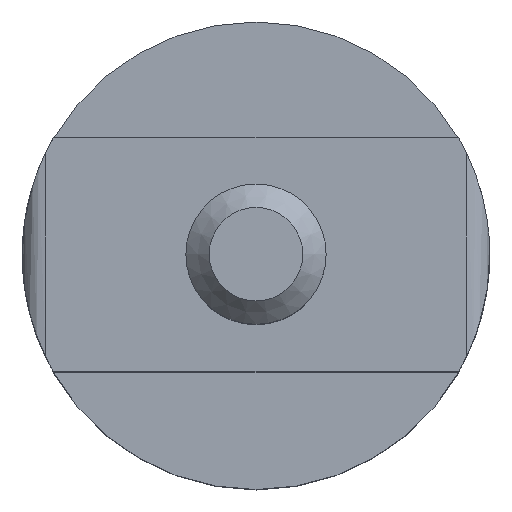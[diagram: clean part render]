
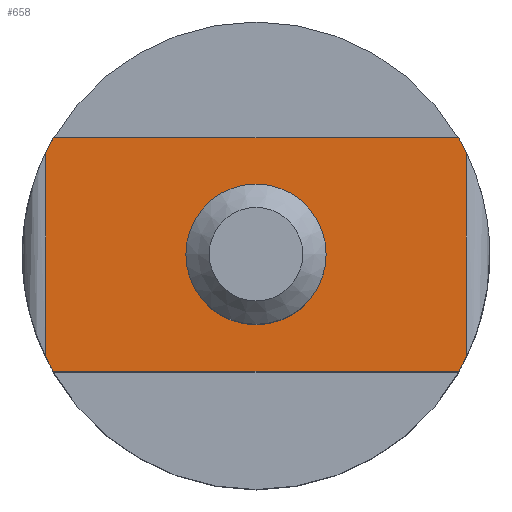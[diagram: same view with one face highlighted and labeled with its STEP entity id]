
A CAD part, top view. The second image highlights one B-rep face of the part: STEP entity #658.
In plain terms, the highlighted planar face has unit normal (0, 0, 1).
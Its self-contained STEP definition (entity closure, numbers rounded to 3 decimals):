
#17=FACE_BOUND('',#128,.T.);
#29=CIRCLE('',#715,10.);
#30=CIRCLE('',#716,10.);
#31=CIRCLE('',#717,10.);
#32=CIRCLE('',#718,10.);
#33=CIRCLE('',#719,3.);
#73=PLANE('',#714);
#91=FACE_OUTER_BOUND('',#127,.T.);
#127=EDGE_LOOP('',(#448,#449,#450,#451,#452,#453,#454,#455));
#128=EDGE_LOOP('',(#456));
#171=LINE('',#1011,#213);
#172=LINE('',#1022,#214);
#175=LINE('',#1067,#217);
#176=LINE('',#1072,#218);
#213=VECTOR('',#794,10.);
#214=VECTOR('',#797,10.);
#217=VECTOR('',#808,10.);
#218=VECTOR('',#813,10.);
#269=VERTEX_POINT('',#997);
#270=VERTEX_POINT('',#1004);
#271=VERTEX_POINT('',#1013);
#273=VERTEX_POINT('',#1021);
#280=VERTEX_POINT('',#1064);
#281=VERTEX_POINT('',#1066);
#282=VERTEX_POINT('',#1069);
#283=VERTEX_POINT('',#1071);
#284=VERTEX_POINT('',#1074);
#339=EDGE_CURVE('',#270,#269,#171,.T.);
#341=EDGE_CURVE('',#273,#271,#172,.T.);
#349=EDGE_CURVE('',#280,#270,#29,.T.);
#350=EDGE_CURVE('',#280,#281,#175,.T.);
#351=EDGE_CURVE('',#273,#281,#30,.T.);
#352=EDGE_CURVE('',#282,#271,#31,.T.);
#353=EDGE_CURVE('',#282,#283,#176,.T.);
#354=EDGE_CURVE('',#269,#283,#32,.T.);
#355=EDGE_CURVE('',#284,#284,#33,.T.);
#448=ORIENTED_EDGE('',*,*,#339,.F.);
#449=ORIENTED_EDGE('',*,*,#349,.F.);
#450=ORIENTED_EDGE('',*,*,#350,.T.);
#451=ORIENTED_EDGE('',*,*,#351,.F.);
#452=ORIENTED_EDGE('',*,*,#341,.T.);
#453=ORIENTED_EDGE('',*,*,#352,.F.);
#454=ORIENTED_EDGE('',*,*,#353,.T.);
#455=ORIENTED_EDGE('',*,*,#354,.F.);
#456=ORIENTED_EDGE('',*,*,#355,.F.);
#658=ADVANCED_FACE('',(#91,#17),#73,.T.);
#714=AXIS2_PLACEMENT_3D('',#1063,#804,#805);
#715=AXIS2_PLACEMENT_3D('',#1065,#806,#807);
#716=AXIS2_PLACEMENT_3D('',#1068,#809,#810);
#717=AXIS2_PLACEMENT_3D('',#1070,#811,#812);
#718=AXIS2_PLACEMENT_3D('',#1073,#814,#815);
#719=AXIS2_PLACEMENT_3D('',#1075,#816,#817);
#794=DIRECTION('',(0.,1.,0.));
#797=DIRECTION('',(0.,1.,0.));
#804=DIRECTION('center_axis',(0.,0.,1.));
#805=DIRECTION('ref_axis',(1.,0.,0.));
#806=DIRECTION('center_axis',(0.,0.,-1.));
#807=DIRECTION('ref_axis',(1.,0.,0.));
#808=DIRECTION('',(1.,0.,0.));
#809=DIRECTION('center_axis',(0.,0.,-1.));
#810=DIRECTION('ref_axis',(1.,0.,0.));
#811=DIRECTION('center_axis',(0.,0.,-1.));
#812=DIRECTION('ref_axis',(1.,0.,0.));
#813=DIRECTION('',(-1.,0.,0.));
#814=DIRECTION('center_axis',(0.,0.,-1.));
#815=DIRECTION('ref_axis',(1.,0.,0.));
#816=DIRECTION('center_axis',(0.,0.,1.));
#817=DIRECTION('ref_axis',(-1.,0.,0.));
#997=CARTESIAN_POINT('',(-9.,4.359,15.));
#1004=CARTESIAN_POINT('',(-9.,-4.359,15.));
#1011=CARTESIAN_POINT('',(-9.,5.,15.));
#1013=CARTESIAN_POINT('',(9.,4.359,15.));
#1021=CARTESIAN_POINT('',(9.,-4.359,15.));
#1022=CARTESIAN_POINT('',(9.,5.,15.));
#1063=CARTESIAN_POINT('Origin',(0.,0.,15.));
#1064=CARTESIAN_POINT('',(-8.66,-5.,15.));
#1065=CARTESIAN_POINT('Origin',(0.,0.,15.));
#1066=CARTESIAN_POINT('',(8.66,-5.,15.));
#1067=CARTESIAN_POINT('',(-4.33,-5.,15.));
#1068=CARTESIAN_POINT('Origin',(0.,0.,15.));
#1069=CARTESIAN_POINT('',(8.66,5.,15.));
#1070=CARTESIAN_POINT('Origin',(0.,0.,15.));
#1071=CARTESIAN_POINT('',(-8.66,5.,15.));
#1072=CARTESIAN_POINT('',(4.33,5.,15.));
#1073=CARTESIAN_POINT('Origin',(0.,0.,15.));
#1074=CARTESIAN_POINT('',(3.,0.,15.));
#1075=CARTESIAN_POINT('Origin',(0.,0.,15.));
